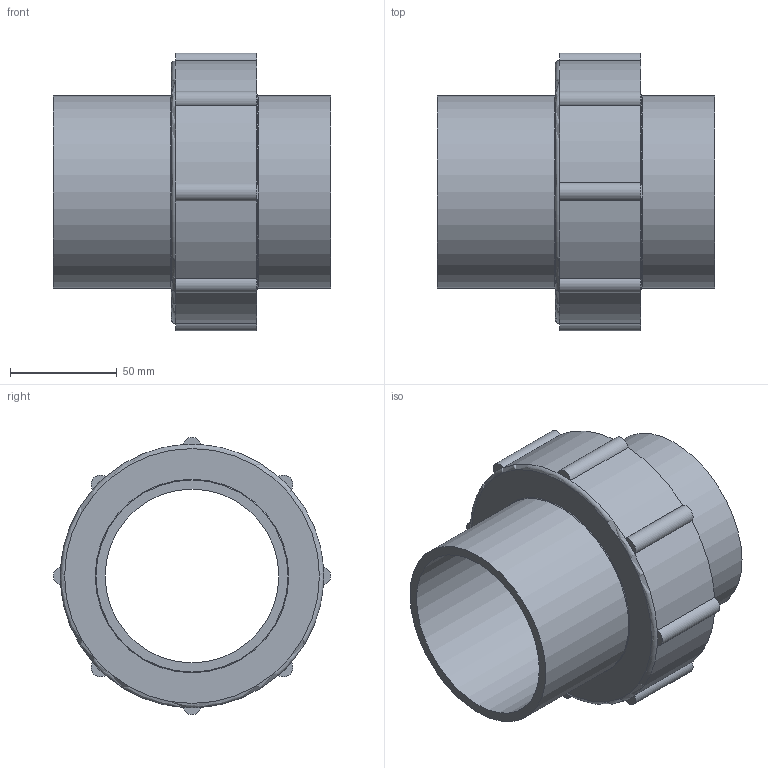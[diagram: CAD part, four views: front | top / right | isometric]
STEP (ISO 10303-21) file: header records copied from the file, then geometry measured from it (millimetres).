
FILE_DESCRIPTION( ( 'STEP AP203' ), '1' );
FILE_NAME( '30024009021(architecture400).stp', '2022-04-11T07:00:30', ( 'License CC BY-ND 4.0' ), ( 'CADENAS' ), ' ', 'PARTsolutions', ' ' );
FILE_SCHEMA( ( 'CONFIG_CONTROL_DESIGN' ) );
Length unit declared in the file: millimetre
Products named in the file (1): _30024009021(architecture400)
Bounding box: 130 x 130 x 130 mm (x, y, z)
Volume: 373716.9 mm3; surface area: 91623 mm2
Topology: 1 solids, 1 shells, 51 faces, 110 edges, 67 vertices
Faces by surface type: cylinder 32, plane 16, cone 2, torus 1
Full cylindrical faces by diameter (mm): 81.4 x1, 90 x2, 104.475 x1
Entity records: 1414 total; most frequent: DIRECTION 268, CARTESIAN_POINT 244, ORIENTED_EDGE 204, AXIS2_PLACEMENT_3D 122, EDGE_CURVE 102, CIRCLE 70, EDGE_LOOP 66, VERTEX_POINT 66
